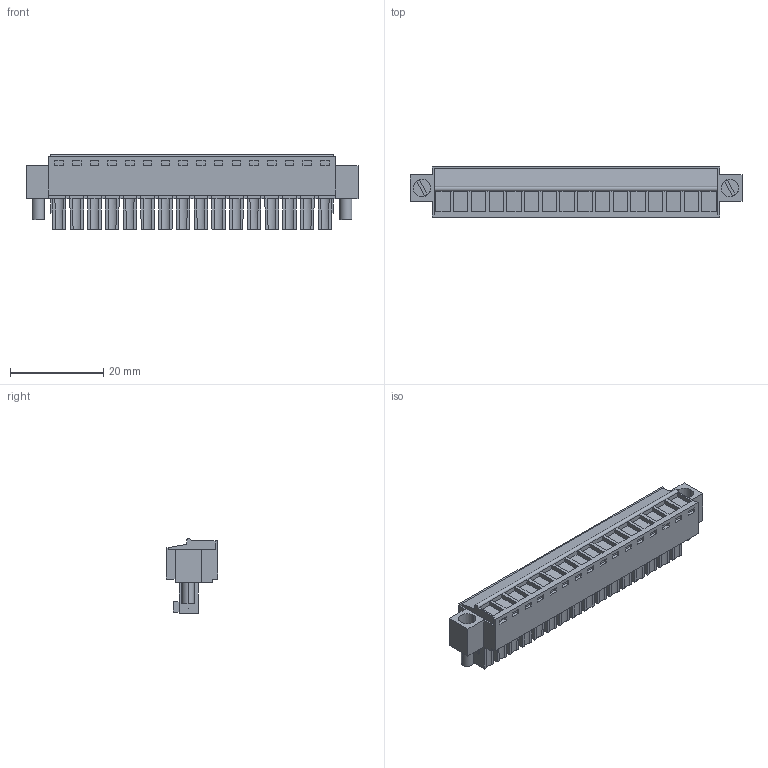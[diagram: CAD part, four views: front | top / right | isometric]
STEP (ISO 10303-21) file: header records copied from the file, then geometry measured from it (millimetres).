
FILE_DESCRIPTION(('CATIA V5 STEP','CAx-IF Rec.Pracs.--- Model Styling and Organization---1.2---2011-12-15'),'2;1');
FILE_NAME ('D1459742_0_1941150000_1941150000.stp','2017-04-14T13:26:39+00:00',('none'),('Weidmueller'),'CATIA Version 5-6 Release 2014','CATIA V5 STEP AP214','none');
FILE_SCHEMA(('AUTOMOTIVE_DESIGN { 1 0 10303 214 1 1 1 1 }'));
Length unit declared in the file: millimetre
Products named in the file (1): 1941150000
Bounding box: 71.35 x 11.1 x 16.1 mm (x, y, z)
Volume: 6633 mm3; surface area: 6224.3 mm2
Topology: 19 solids, 19 shells, 832 faces, 2083 edges, 1373 vertices
Faces by surface type: plane 687, cylinder 145
Entity records: 22771 total; most frequent: CARTESIAN_POINT 4345, ORIENTED_EDGE 4166, DIRECTION 2980, EDGE_CURVE 2083, VECTOR 1689, LINE 1689, VERTEX_POINT 1373, EDGE_LOOP 920
